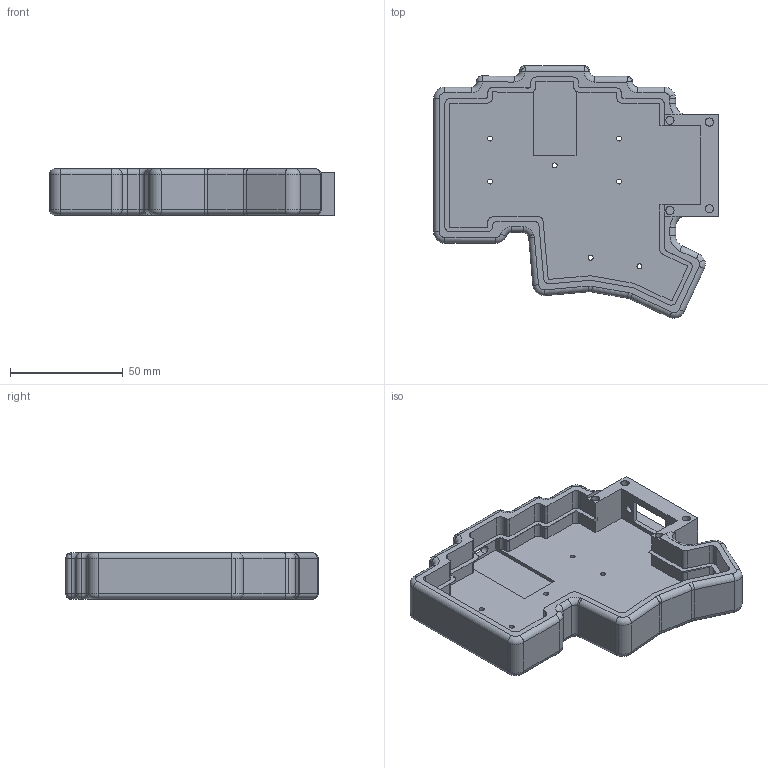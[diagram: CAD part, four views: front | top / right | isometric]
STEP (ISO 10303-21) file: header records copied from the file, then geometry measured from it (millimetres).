
FILE_DESCRIPTION(('HOOPS Exchange Step'),'2;1');
FILE_NAME('temp_export','2023-11-26T17:18:02-05:00',('jscotto'),('Shapr3D Limited'),'HOOPS Exchange 2023.2','Shapr3D','Authorized');
FILE_SCHEMA( ('AUTOMOTIVE_DESIGN { 1 0 10303 214 1 1 1 1 }') );
Length unit declared in the file: millimetre
Products named in the file (1): 3x5 - Case (Left)
Bounding box: 126.26 x 111.93 x 20.6 mm (x, y, z)
Volume: 69100.2 mm3; surface area: 38884.6 mm2
Topology: 1 solids, 1 shells, 338 faces, 909 edges, 571 vertices
Faces by surface type: cylinder 127, plane 126, torus 42, cone 27, bspline 16
Full cylindrical faces by diameter (mm): 2.2 x7, 3.6 x4
Entity records: 13129 total; most frequent: CARTESIAN_POINT 4433, DIRECTION 1898, ORIENTED_EDGE 1804, EDGE_CURVE 902, AXIS2_PLACEMENT_3D 713, VERTEX_POINT 571, VECTOR 472, LINE 472
